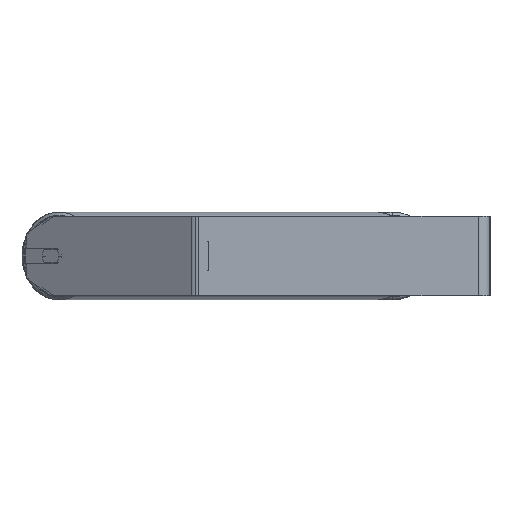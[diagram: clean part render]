
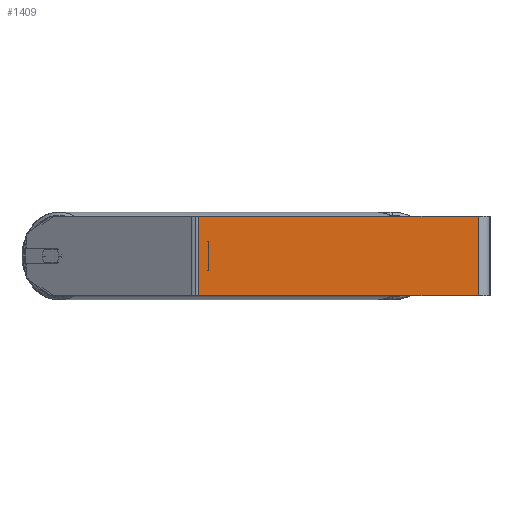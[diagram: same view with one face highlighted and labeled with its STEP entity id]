
A CAD part, left-side view. The second image highlights one B-rep face of the part: STEP entity #1409.
In plain terms, the highlighted planar face has unit normal (-1, 0, 0).
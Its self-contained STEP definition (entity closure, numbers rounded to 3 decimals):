
#314 = CARTESIAN_POINT ( 'NONE',  ( -900., 298.634, 40. ) ) ;
#369 = DIRECTION ( 'NONE',  ( 0., 0., -1. ) ) ;
#411 = EDGE_CURVE ( 'NONE', #5038, #4977, #7089, .T. ) ;
#572 = CARTESIAN_POINT ( 'NONE',  ( -900., 12., 40. ) ) ;
#1172 = DIRECTION ( 'NONE',  ( 0., -1., 0. ) ) ;
#1248 = ORIENTED_EDGE ( 'NONE', *, *, #411, .F. ) ;
#1409 = ADVANCED_FACE ( 'NONE', ( #3872 ), #5107, .F. ) ;
#1534 = VERTEX_POINT ( 'NONE', #8058 ) ;
#1896 = VECTOR ( 'NONE', #369, 1000. ) ;
#2150 = DIRECTION ( 'NONE',  ( 0., 0., -1. ) ) ;
#2183 = CARTESIAN_POINT ( 'NONE',  ( -900., 12., 40. ) ) ;
#2387 = ORIENTED_EDGE ( 'NONE', *, *, #2974, .F. ) ;
#2501 = DIRECTION ( 'NONE',  ( 0., 0., -1. ) ) ;
#2520 = CARTESIAN_POINT ( 'NONE',  ( -900., 294.85, -40. ) ) ;
#2629 = VECTOR ( 'NONE', #1172, 1000. ) ;
#2974 = EDGE_CURVE ( 'NONE', #4977, #1534, #6647, .T. ) ;
#3034 = DIRECTION ( 'NONE',  ( 0., -1., 0. ) ) ;
#3358 = VECTOR ( 'NONE', #2150, 1000. ) ;
#3563 = CARTESIAN_POINT ( 'NONE',  ( -900., 294.85, 40. ) ) ;
#3673 = EDGE_CURVE ( 'NONE', #7014, #1534, #8519, .T. ) ;
#3726 = AXIS2_PLACEMENT_3D ( 'NONE', #6563, #3962, #2501 ) ;
#3872 = FACE_OUTER_BOUND ( 'NONE', #8682, .T. ) ;
#3935 = ORIENTED_EDGE ( 'NONE', *, *, #6216, .T. ) ;
#3962 = DIRECTION ( 'NONE',  ( 1., 0., 0. ) ) ;
#4977 = VERTEX_POINT ( 'NONE', #2183 ) ;
#5038 = VERTEX_POINT ( 'NONE', #3563 ) ;
#5107 = PLANE ( 'NONE',  #3726 ) ;
#5512 = LINE ( 'NONE', #8207, #3358 ) ;
#6216 = EDGE_CURVE ( 'NONE', #5038, #7014, #5512, .T. ) ;
#6523 = VECTOR ( 'NONE', #3034, 1000. ) ;
#6534 = CARTESIAN_POINT ( 'NONE',  ( -900., 298.634, -40. ) ) ;
#6563 = CARTESIAN_POINT ( 'NONE',  ( -900., 298.634, 40. ) ) ;
#6647 = LINE ( 'NONE', #572, #1896 ) ;
#7014 = VERTEX_POINT ( 'NONE', #2520 ) ;
#7089 = LINE ( 'NONE', #314, #6523 ) ;
#7521 = ORIENTED_EDGE ( 'NONE', *, *, #3673, .T. ) ;
#8058 = CARTESIAN_POINT ( 'NONE',  ( -900., 12., -40. ) ) ;
#8207 = CARTESIAN_POINT ( 'NONE',  ( -900., 294.85, 40. ) ) ;
#8519 = LINE ( 'NONE', #6534, #2629 ) ;
#8682 = EDGE_LOOP ( 'NONE', ( #7521, #2387, #1248, #3935 ) ) ;
